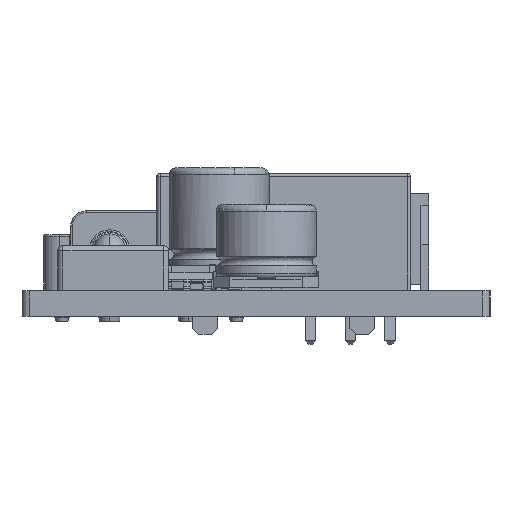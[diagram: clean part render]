
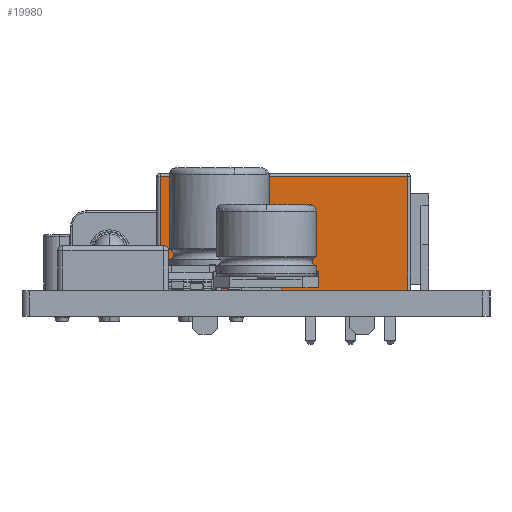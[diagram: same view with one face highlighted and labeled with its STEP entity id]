
A CAD part, left-side view. The second image highlights one B-rep face of the part: STEP entity #19980.
In plain terms, the highlighted face is planar.
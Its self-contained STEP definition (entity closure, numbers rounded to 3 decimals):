
#19387 = VERTEX_POINT('',#19388);
#19388 = CARTESIAN_POINT('',(-2.84,-5.06,0.));
#19395 = EDGE_CURVE('',#19387,#19396,#19398,.T.);
#19396 = VERTEX_POINT('',#19397);
#19397 = CARTESIAN_POINT('',(12.76,-5.06,0.));
#19398 = LINE('',#19399,#19400);
#19399 = CARTESIAN_POINT('',(-3.04,-5.06,0.));
#19400 = VECTOR('',#19401,1.);
#19401 = DIRECTION('',(1.,0.,0.));
#19642 = EDGE_CURVE('',#19396,#19643,#19645,.T.);
#19643 = VERTEX_POINT('',#19644);
#19644 = CARTESIAN_POINT('',(12.76,-5.06,7.17));
#19645 = LINE('',#19646,#19647);
#19646 = CARTESIAN_POINT('',(12.76,-5.06,0.));
#19647 = VECTOR('',#19648,1.);
#19648 = DIRECTION('',(0.,0.,1.));
#19980 = ADVANCED_FACE('',(#19981),#19999,.F.);
#19981 = FACE_BOUND('',#19982,.F.);
#19982 = EDGE_LOOP('',(#19983,#19984,#19985,#19993));
#19983 = ORIENTED_EDGE('',*,*,#19642,.F.);
#19984 = ORIENTED_EDGE('',*,*,#19395,.F.);
#19985 = ORIENTED_EDGE('',*,*,#19986,.T.);
#19986 = EDGE_CURVE('',#19387,#19987,#19989,.T.);
#19987 = VERTEX_POINT('',#19988);
#19988 = CARTESIAN_POINT('',(-2.84,-5.06,7.17));
#19989 = LINE('',#19990,#19991);
#19990 = CARTESIAN_POINT('',(-2.84,-5.06,0.));
#19991 = VECTOR('',#19992,1.);
#19992 = DIRECTION('',(0.,0.,1.));
#19993 = ORIENTED_EDGE('',*,*,#19994,.T.);
#19994 = EDGE_CURVE('',#19987,#19643,#19995,.T.);
#19995 = LINE('',#19996,#19997);
#19996 = CARTESIAN_POINT('',(-2.84,-5.06,7.17));
#19997 = VECTOR('',#19998,1.);
#19998 = DIRECTION('',(1.,0.,0.));
#19999 = PLANE('',#20000);
#20000 = AXIS2_PLACEMENT_3D('',#20001,#20002,#20003);
#20001 = CARTESIAN_POINT('',(-3.04,-5.06,0.));
#20002 = DIRECTION('',(0.,1.,0.));
#20003 = DIRECTION('',(1.,0.,0.));
